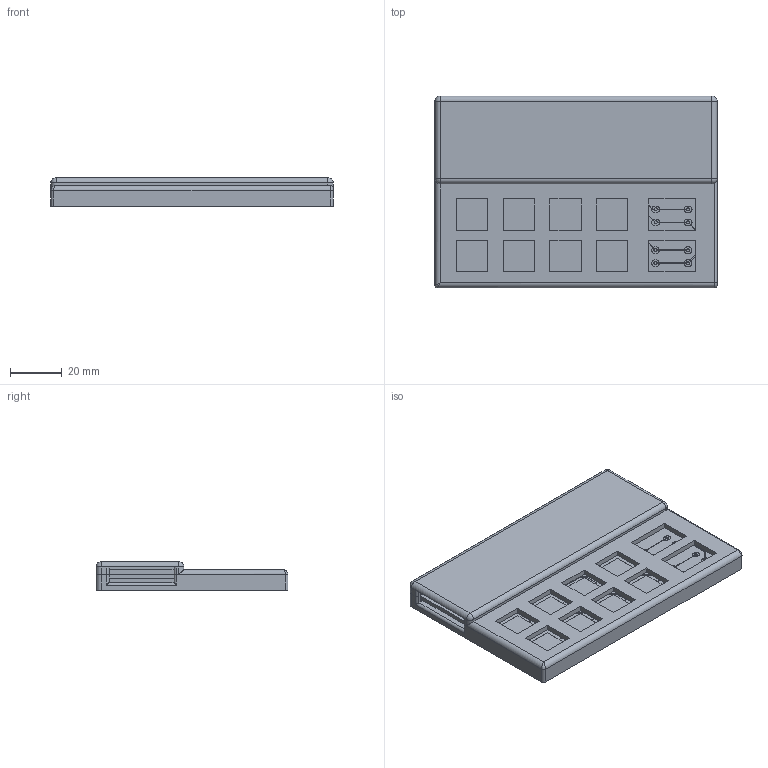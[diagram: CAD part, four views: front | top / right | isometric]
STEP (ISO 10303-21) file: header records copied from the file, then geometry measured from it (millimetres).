
FILE_DESCRIPTION(/* description */ ('KiCad electronic assembly'),/* implementation_level */ '2;1');
FILE_NAME(/* name */ 'Serenity v1.step',/* time_stamp */ '2025-07-02T14:13:49+10:00',/* author */ (''),/* organization */ (''),/* preprocessor_version */ 'ST-DEVELOPER v20.1',/* originating_system */ 'Autodesk Translation Framework v14.10.0.0',/* authorisation */ '');
FILE_SCHEMA (('AUTOMOTIVE_DESIGN { 1 0 10303 214 3 1 1 }'));
Products named in the file (6): Serenity 1; C_1812_4532Metric; Serenity_copper; Serenity_pad; Serenity_via; Serenity_PCB
Assembly tree (5 placements, depth 2):
  Serenity 1
    C_1812_4532Metric
    Serenity_copper
    Serenity_pad
    Serenity_via
    Serenity_PCB
Bounding box: 108.55 x 73.83 x 11 mm (x, y, z)
Volume: 53845.7 mm3; surface area: 52860.3 mm2
Topology: 263 solids, 263 shells, 2382 faces, 5541 edges, 3684 vertices
Faces by surface type: plane 1604, cylinder 772, sphere 4, bspline 2
Full cylindrical faces by diameter (mm): 0.25 x20, 0.3 x60, 0.75 x132, 0.8 x88, 1 x2, 1.15 x24, 1.2 x16
Entity records: 68995 total; most frequent: DIRECTION 11858, CARTESIAN_POINT 11715, ORIENTED_EDGE 11080, EDGE_CURVE 5540, LINE 3996, VECTOR 3996, AXIS2_PLACEMENT_3D 3931, VERTEX_POINT 3684
